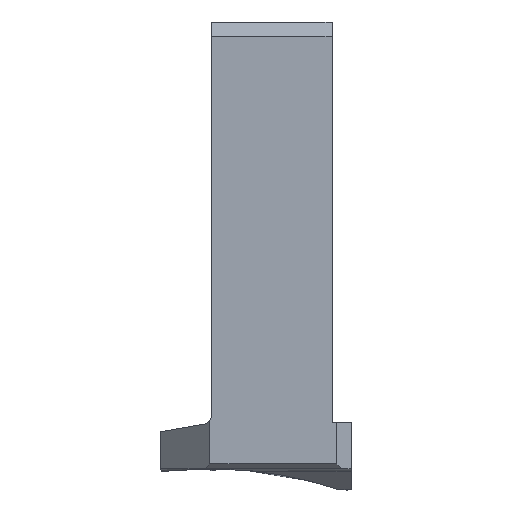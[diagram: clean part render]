
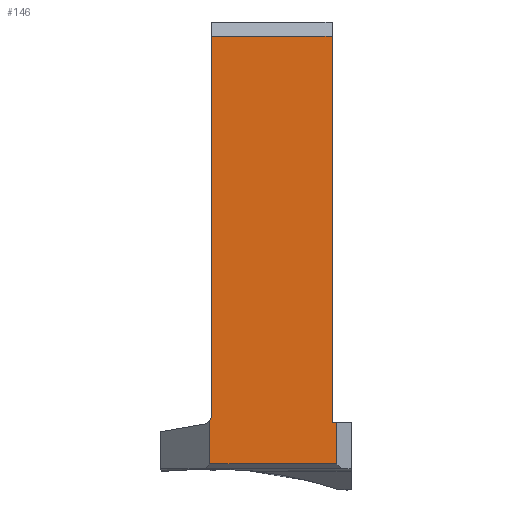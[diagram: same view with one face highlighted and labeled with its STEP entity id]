
A CAD part, left-side view. The second image highlights one B-rep face of the part: STEP entity #146.
In plain terms, the highlighted planar face has unit normal (-1, 0, 0).
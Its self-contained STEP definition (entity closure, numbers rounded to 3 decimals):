
#111=PLANE('',#1356);
#146=ADVANCED_FACE('CU_RIGHT_SU1',(#229),#111,.T.);
#229=FACE_OUTER_BOUND('',#292,.T.);
#292=EDGE_LOOP('',(#605,#606,#607,#608,#609,#610,#611,#612,#613));
#355=CIRCLE('',#1354,0.5);
#356=CIRCLE('',#1355,1.6);
#393=LINE('',#1966,#479);
#394=LINE('',#1969,#480);
#395=LINE('',#1971,#481);
#396=LINE('',#1975,#482);
#397=LINE('',#1977,#483);
#398=LINE('',#1979,#484);
#399=LINE('',#1983,#485);
#479=VECTOR('',#1484,1.);
#480=VECTOR('',#1485,1.);
#481=VECTOR('',#1486,1.);
#482=VECTOR('',#1489,1.);
#483=VECTOR('',#1490,1.);
#484=VECTOR('',#1491,1.);
#485=VECTOR('',#1494,1.);
#605=ORIENTED_EDGE('',*,*,#1065,.T.);
#606=ORIENTED_EDGE('',*,*,#1066,.T.);
#607=ORIENTED_EDGE('',*,*,#1067,.T.);
#608=ORIENTED_EDGE('',*,*,#1068,.T.);
#609=ORIENTED_EDGE('',*,*,#1069,.T.);
#610=ORIENTED_EDGE('',*,*,#1070,.T.);
#611=ORIENTED_EDGE('',*,*,#1071,.T.);
#612=ORIENTED_EDGE('',*,*,#1072,.T.);
#613=ORIENTED_EDGE('',*,*,#1073,.F.);
#943=VERTEX_POINT('',#1967);
#944=VERTEX_POINT('',#1968);
#945=VERTEX_POINT('',#1970);
#946=VERTEX_POINT('',#1972);
#947=VERTEX_POINT('',#1974);
#948=VERTEX_POINT('',#1976);
#949=VERTEX_POINT('',#1978);
#950=VERTEX_POINT('',#1980);
#951=VERTEX_POINT('',#1982);
#1065=EDGE_CURVE('',#943,#944,#393,.T.);
#1066=EDGE_CURVE('',#944,#945,#394,.T.);
#1067=EDGE_CURVE('',#945,#946,#395,.T.);
#1068=EDGE_CURVE('',#946,#947,#355,.T.);
#1069=EDGE_CURVE('',#947,#948,#396,.T.);
#1070=EDGE_CURVE('',#948,#949,#397,.T.);
#1071=EDGE_CURVE('',#949,#950,#398,.T.);
#1072=EDGE_CURVE('',#950,#951,#356,.T.);
#1073=EDGE_CURVE('',#943,#951,#399,.T.);
#1354=AXIS2_PLACEMENT_3D('',#1973,#1487,#1488);
#1355=AXIS2_PLACEMENT_3D('',#1981,#1492,#1493);
#1356=AXIS2_PLACEMENT_3D('',#1984,#1495,#1496);
#1484=DIRECTION('',(0.,-1.,0.));
#1485=DIRECTION('',(0.,0.,1.));
#1486=DIRECTION('',(0.,1.,0.));
#1487=DIRECTION('',(1.,0.,0.));
#1488=DIRECTION('',(0.,0.,1.));
#1489=DIRECTION('',(0.,0.,1.));
#1490=DIRECTION('',(0.,1.,0.));
#1491=DIRECTION('',(0.,0.,-1.));
#1492=DIRECTION('',(1.,0.,0.));
#1493=DIRECTION('',(0.,0.,1.));
#1494=DIRECTION('',(0.,0.,1.));
#1495=DIRECTION('',(-1.,0.,0.));
#1496=DIRECTION('',(0.,0.,1.));
#1966=CARTESIAN_POINT('',(0.,-110.,-92.6));
#1967=CARTESIAN_POINT('',(0.,25.6,-92.6));
#1968=CARTESIAN_POINT('',(0.,-1.,-92.6));
#1969=CARTESIAN_POINT('',(0.,-1.,-134.));
#1970=CARTESIAN_POINT('',(0.,-1.,-84.));
#1971=CARTESIAN_POINT('',(0.,-100.,-84.));
#1972=CARTESIAN_POINT('',(0.,-0.5,-84.));
#1973=CARTESIAN_POINT('',(0.,-0.5,-83.5));
#1974=CARTESIAN_POINT('',(0.,0.,-83.5));
#1975=CARTESIAN_POINT('',(0.,0.,-84.));
#1976=CARTESIAN_POINT('',(0.,0.,-3.));
#1977=CARTESIAN_POINT('',(0.,0.,-3.));
#1978=CARTESIAN_POINT('',(0.,25.325,-3.));
#1979=CARTESIAN_POINT('',(0.,25.325,0.));
#1980=CARTESIAN_POINT('',(0.,25.325,-82.657));
#1981=CARTESIAN_POINT('',(0.,26.925,-82.657));
#1982=CARTESIAN_POINT('',(0.,25.6,-83.554));
#1983=CARTESIAN_POINT('',(0.,25.6,-114.));
#1984=CARTESIAN_POINT('',(0.,-110.,-114.));
